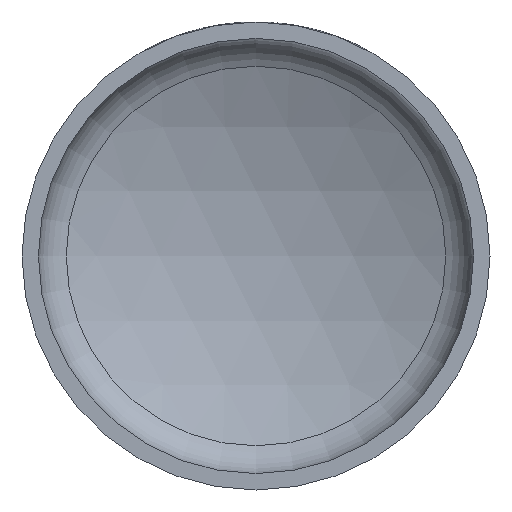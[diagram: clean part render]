
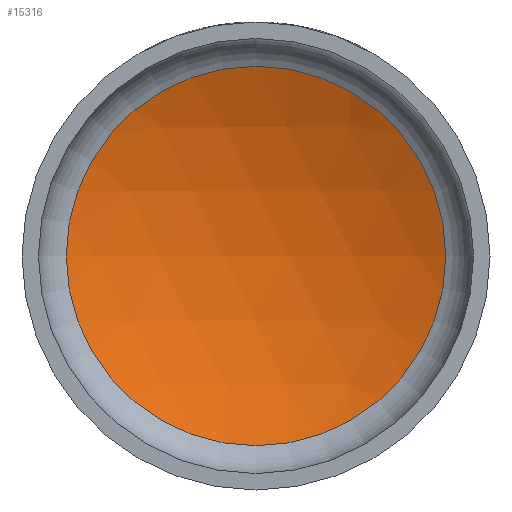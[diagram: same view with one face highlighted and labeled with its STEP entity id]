
A CAD part, front view. The second image highlights one B-rep face of the part: STEP entity #15316.
In plain terms, the highlighted spherical face has radius 57 mm.
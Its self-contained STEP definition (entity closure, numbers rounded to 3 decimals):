
#1460 = VERTEX_POINT ( 'NONE', #12305 ) ;
#1701 = FACE_OUTER_BOUND ( 'NONE', #16352, .T. ) ;
#2649 = EDGE_CURVE ( 'NONE', #1460, #1460, #15080, .T. ) ;
#4038 = CARTESIAN_POINT ( 'NONE',  ( 0., -35.894, 0. ) ) ;
#5367 = DIRECTION ( 'NONE',  ( 1., 0., 0. ) ) ;
#5996 = AXIS2_PLACEMENT_3D ( 'NONE', #11849, #10331, #13093 ) ;
#6112 = AXIS2_PLACEMENT_3D ( 'NONE', #4038, #13379, #5367 ) ;
#6243 = SPHERICAL_SURFACE ( 'NONE', #6112, 57. ) ;
#10331 = DIRECTION ( 'NONE',  ( 0., -1., 0. ) ) ;
#11849 = CARTESIAN_POINT ( 'NONE',  ( 0., 16.21, 0. ) ) ;
#12305 = CARTESIAN_POINT ( 'NONE',  ( 0., 16.21, -23.111 ) ) ;
#13093 = DIRECTION ( 'NONE',  ( 0., 0., -1. ) ) ;
#13379 = DIRECTION ( 'NONE',  ( 0., 0., 1. ) ) ;
#14446 = ORIENTED_EDGE ( 'NONE', *, *, #2649, .T. ) ;
#15080 = CIRCLE ( 'NONE', #5996, 23.111 ) ;
#15316 = ADVANCED_FACE ( 'NONE', ( #1701 ), #6243, .F. ) ;
#16352 = EDGE_LOOP ( 'NONE', ( #14446 ) ) ;
